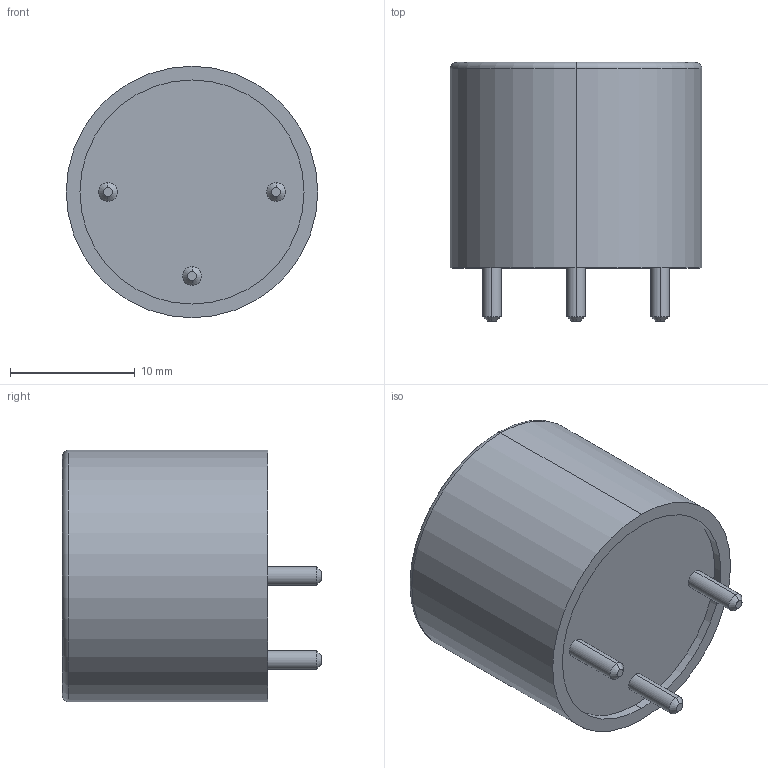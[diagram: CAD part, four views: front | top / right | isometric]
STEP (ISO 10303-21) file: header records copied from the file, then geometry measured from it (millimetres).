
FILE_DESCRIPTION (( 'STEP AP214' ), '1' );
FILE_NAME ('User Library-Alphasense_H2S-A1.STEP', '2020-10-16T05:09:37', ( '' ), ( '' ), 'SwSTEP 2.0', 'SolidWorks 2020', '' );
FILE_SCHEMA (( 'AUTOMOTIVE_DESIGN' ));
Length unit declared in the file: millimetre
Products named in the file (1): User Library-Alphasense_H2S-A1
Bounding box: 20.2 x 20.8 x 20.2 mm (x, y, z)
Volume: 5092.6 mm3; surface area: 1796.4 mm2
Topology: 1 solids, 1 shells, 27 faces, 52 edges, 32 vertices
Faces by surface type: cylinder 12, plane 7, cone 6, torus 2
Entity records: 983 total; most frequent: DIRECTION 142, CARTESIAN_POINT 112, ORIENTED_EDGE 104, AXIS2_PLACEMENT_3D 62, EDGE_CURVE 52, CIRCLE 34, EDGE_LOOP 32, VERTEX_POINT 32
